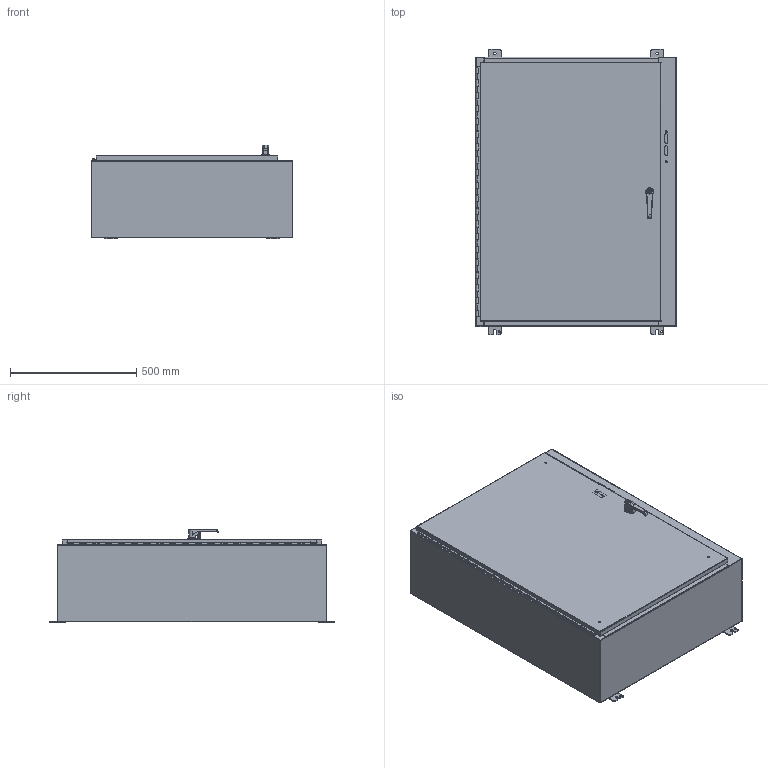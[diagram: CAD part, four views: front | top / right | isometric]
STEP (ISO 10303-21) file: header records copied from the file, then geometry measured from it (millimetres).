
FILE_DESCRIPTION((''),'2;1');
FILE_NAME('SDN12423212PL.stp','2012-10-26T13:53:24',('dnichola'),(''),'Autodesk Inventor 2012','Autodesk Inventor 2012','');
FILE_SCHEMA(('AUTOMOTIVE_DESIGN { 1 0 10303 214 1 1 1 1 }'));
Length unit declared in the file: inch
Products named in the file (46): SDN12423212PL; SDN12423212PLBLR; 3889; 34840; SDN124231PLLID; 38811; HFW3092; 349129; 3881; HFW3888; SDN123212PLTOP; SDN123212PLBTM; 328135; 328135T; 328135L; 328135P; HFW351101; 1000-02; 1000-23; 1000-277-03; 1000-458; 1000-458-SCHAUM; 1000-459; 1044-03-01; 1044-04-16; 1044-07-02; 1044-07; DIN3771_15X3_5; HFW30016-16-ver2; HFW30016; HFW3034; 37268; HFW31714 (LEFT HINGE); HFW31714; HFW31714_SCREW; HFW31714_SPACER; HFW31714_WASHER; HFW31714_NUT; HFW31713 (LEFT HINGE); HFW31713 ...
Assembly tree (62 placements, depth 4):
  SDN12423212PL
    SDN12423212PLBLR
    3889  x6
    34840  x4
    SDN124231PLLID
    38811  x2
    HFW3092
    349129  x2
    3881
    HFW3888  x2
    SDN123212PLTOP
    SDN123212PLBTM
    328135
      328135T
      328135L
      328135P
    HFW351101
      1000-02
      1000-23
      1000-277-03
      1000-458
      1000-458-SCHAUM
      1000-459
      1044-03-01
      1044-04-16
      1044-07-02
      1044-07
      DIN3771_15X3_5
    HFW30016-16-ver2
      HFW30016
      HFW3034
      37268  x2
      HFW31714 (LEFT HINGE)  x2
        HFW31714
        HFW31714_SCREW
        HFW31714_SPACER
        HFW31714_WASHER
        HFW31714_NUT
      HFW31713 (LEFT HINGE)
        HFW31713
        HFW31713_SCREW  x2
        HFW31713_SPACER
        HFW31714_WASHER
        HFW31714_NUT
    30932  x2
    34938  x2
Bounding box: 796.92 x 1130.3 x 372.1 mm (x, y, z)
Volume: 5944929.6 mm3; surface area: 6274074.2 mm2
Topology: 62 solids, 63 shells, 1785 faces, 4498 edges, 2892 vertices
Faces by surface type: plane 949, cylinder 582, cone 120, bspline 67, torus 51, sphere 16
Full cylindrical faces by diameter (mm): 2.6 x1, 2.921 x2, 3.048 x1, 3.683 x6, 3.962 x2, 4.25 x1, 4.826 x4, 4.978 x3, 5 x3, 5.1 x1, 5.359 x3, 5.5 x1, 5.6 x1, 5.715 x6, 5.8 x1, 6.35 x3, 7.137 x2, 7.62 x6, 7.798 x2, 7.938 x3, 7.95 x4, 8.128 x4, 8.382 x16, 8.4 x3, 8.56 x1, 8.65 x1, 9.474 x2, 9.525 x2, 10.897 x2, 11.113 x6
Entity records: 50290 total; most frequent: CARTESIAN_POINT 13305, DIRECTION 7479, ORIENTED_EDGE 7220, EDGE_CURVE 3610, AXIS2_PLACEMENT_3D 2633, VERTEX_POINT 2385, VECTOR 2213, LINE 2213
